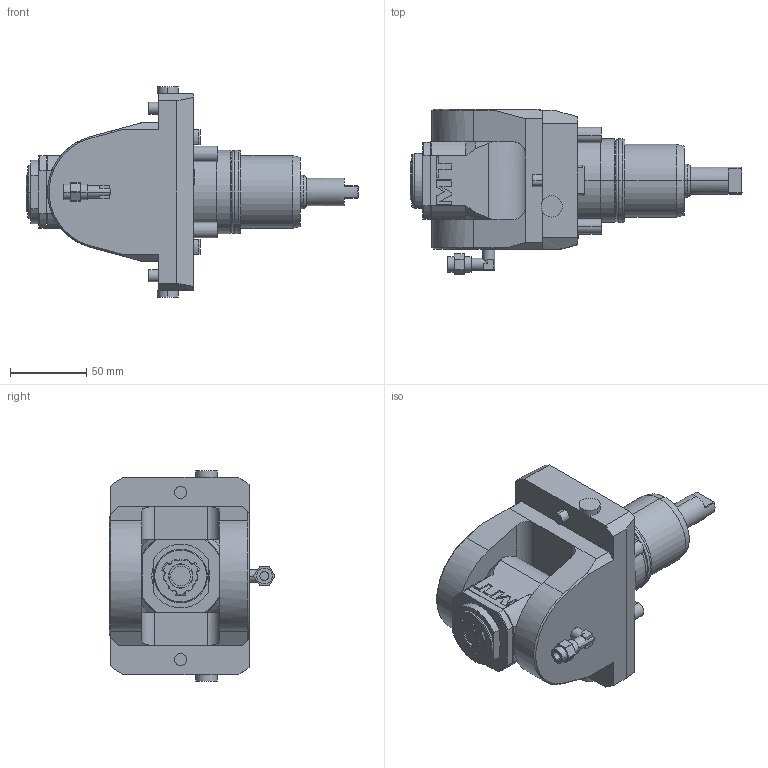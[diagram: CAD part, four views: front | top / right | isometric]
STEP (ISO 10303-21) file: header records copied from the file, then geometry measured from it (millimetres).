
FILE_DESCRIPTION((''),'2;1');
FILE_NAME('NKM0790120_CONF','2023-03-22T14:02:34',('smalpassi'),('M.T. srl'),'CREO PARAMETRIC BY PTC INC, 2021072','CREO PARAMETRIC BY PTC INC, 2021072','');
FILE_SCHEMA(('CONFIG_CONTROL_DESIGN'));
Length unit declared in the file: millimetre
Products named in the file (1): NKM0790120_CONF
Bounding box: 218.16 x 108.87 x 138 mm (x, y, z)
Volume: 852047.2 mm3; surface area: 87585.2 mm2
Topology: 1 solids, 1 shells, 378 faces, 955 edges, 614 vertices
Faces by surface type: plane 176, cylinder 118, cone 63, torus 11, bspline 6, extrusion 4
Entity records: 12671 total; most frequent: CARTESIAN_POINT 3574, ORIENTED_EDGE 1910, DIRECTION 1851, EDGE_CURVE 955, AXIS2_PLACEMENT_3D 675, VERTEX_POINT 614, VECTOR 501, LINE 497
